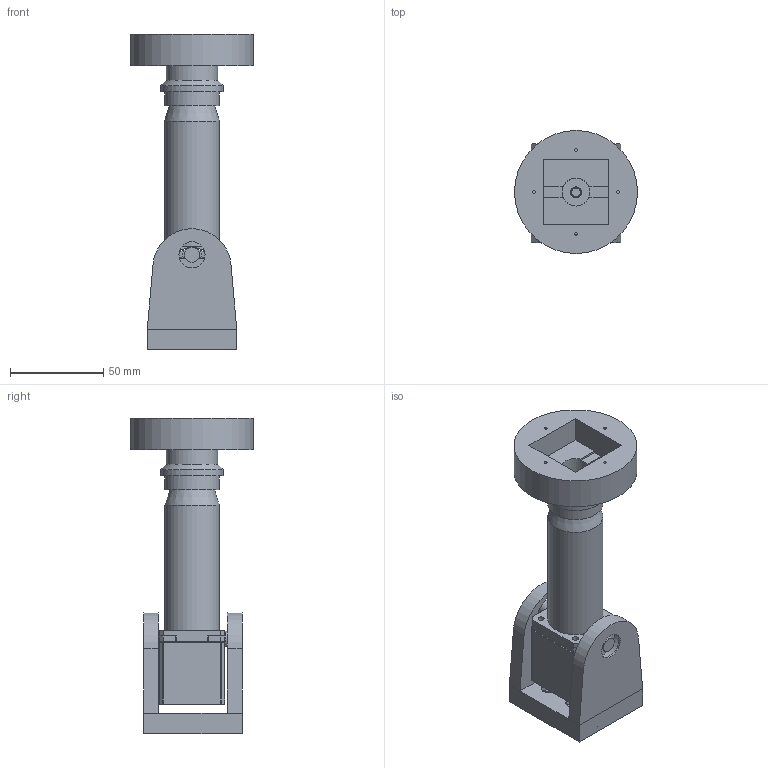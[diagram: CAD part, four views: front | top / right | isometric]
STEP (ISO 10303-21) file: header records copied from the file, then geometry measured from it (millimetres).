
FILE_DESCRIPTION(/* description */ (''),/* implementation_level */ '2;1');
FILE_NAME(/* name */ 'Assembly Mast Support OLD v4.stp',/* time_stamp */ '2020-12-05T18:17:47+01:00',/* author */ (''),/* organization */ (''),/* preprocessor_version */ 'ST-DEVELOPER v18.1',/* originating_system */ 'Autodesk Translation Framework v9.3.0.1241',/* authorisation */ '');
FILE_SCHEMA (('AUTOMOTIVE_DESIGN { 1 0 10303 214 3 1 1 }'));
Length unit declared in the file: millimetre
Products named in the file (8): Assembly Mast Support OLD; Support; Fixation Nema14; Nema 14; Fixation Nema14_1; Mast 1; Camera Mast Old; Arm Cam
Assembly tree (8 placements, depth 3):
  Assembly Mast Support OLD
    Support
    Fixation Nema14
      Fixation Nema14_1  x2
      Nema 14
    Mast 1
    Camera Mast Old
      Arm Cam
Bounding box: 66 x 66 x 169.35 mm (x, y, z)
Volume: 181270.5 mm3; surface area: 68496.2 mm2
Topology: 8 solids, 8 shells, 259 faces, 583 edges, 368 vertices
Faces by surface type: plane 138, cylinder 91, sphere 16, torus 11, cone 3
Full cylindrical faces by diameter (mm): 1.5 x4, 3 x4, 3.2 x3, 4 x5, 4.2 x12, 5 x1, 7 x8, 8.1 x2, 14 x2, 15 x1, 17.3 x1, 22 x1, 22.1 x2, 23.3 x1, 23.5 x1, 27.5 x1, 29.5 x2, 33.5 x1, 66 x1
Entity records: 6784 total; most frequent: DIRECTION 1220, CARTESIAN_POINT 1105, ORIENTED_EDGE 1036, EDGE_CURVE 518, AXIS2_PLACEMENT_3D 454, VERTEX_POINT 325, LINE 312, VECTOR 312
